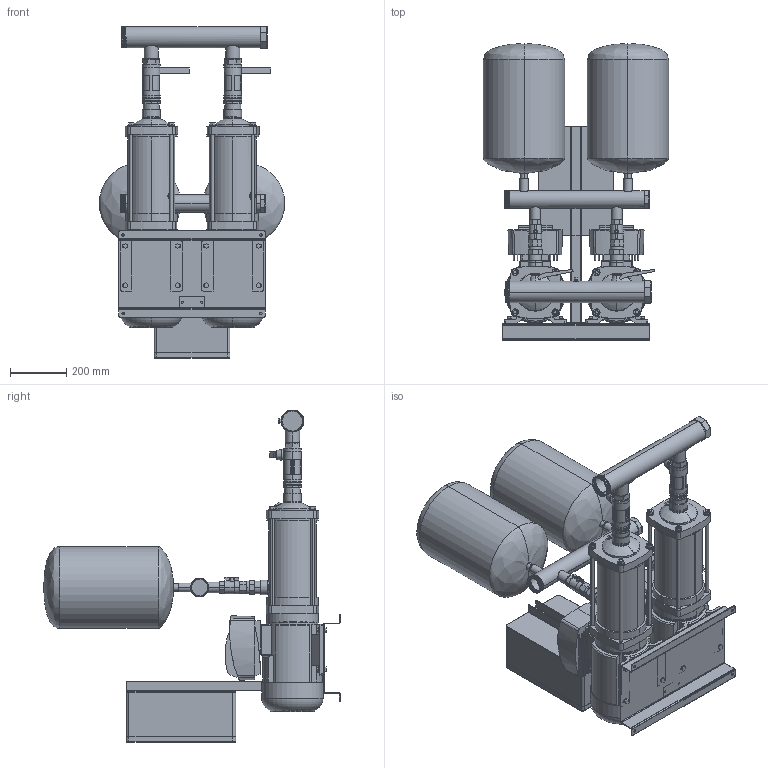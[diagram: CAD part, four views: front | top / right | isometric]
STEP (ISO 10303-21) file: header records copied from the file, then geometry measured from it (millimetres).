
FILE_DESCRIPTION (( 'STEP AP214' ), '1' );
FILE_NAME ('2EH_15-7_TE.STEP', '2021-01-22T09:39:36', ( '' ), ( '' ), 'SwSTEP 2.0', 'SolidWorks 2020', '' );
FILE_SCHEMA (( 'AUTOMOTIVE_DESIGN' ));
Length unit declared in the file: millimetre
Products named in the file (1): 2EH_15-7_TE
Bounding box: 660 x 1055 x 1181.9 mm (x, y, z)
Volume: 79180710.8 mm3; surface area: 6331525.5 mm2
Topology: 77 solids, 78 shells, 1739 faces, 4168 edges, 2700 vertices
Faces by surface type: plane 866, cylinder 685, cone 100, torus 44, bspline 36, sphere 8
Entity records: 83134 total; most frequent: CARTESIAN_POINT 22403, DIRECTION 8486, ORIENTED_EDGE 8328, EDGE_CURVE 4164, AXIS2_PLACEMENT_3D 3084, VERTEX_POINT 2700, VECTOR 2318, LINE 2318
